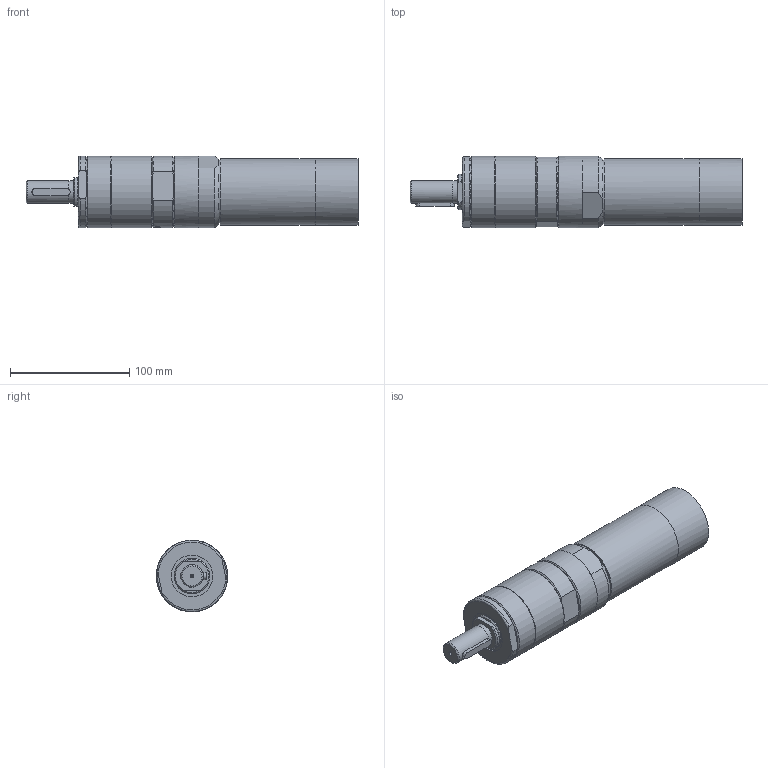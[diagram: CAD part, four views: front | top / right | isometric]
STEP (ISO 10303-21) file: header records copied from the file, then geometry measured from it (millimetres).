
FILE_DESCRIPTION((''),'2;1');
FILE_NAME('MUD 40-40_60009945.stp','2010-09-20T13:26:45',('rmorof'),(''),'Autodesk Inventor 2008','Autodesk Inventor 2008','');
FILE_SCHEMA(('CONFIG_CONTROL_DESIGN'));
Length unit declared in the file: millimetre
Products named in the file (1): MUD 40-40_60009945
Bounding box: 278.7 x 60 x 60 mm (x, y, z)
Volume: 622864.2 mm3; surface area: 55587.4 mm2
Topology: 1 solids, 4 shells, 109 faces, 245 edges, 156 vertices
Faces by surface type: plane 39, cylinder 31, cone 19, bspline 15, torus 3, sphere 2
Full cylindrical faces by diameter (mm): 1.55 x2, 3.6 x1, 4 x1, 5 x1, 5.5 x1, 18.8 x1, 19 x1, 29.95 x1, 35 x1, 53.065 x1, 56 x2, 57.477 x1, 60 x3
Entity records: 3280 total; most frequent: CARTESIAN_POINT 992, DIRECTION 446, ORIENTED_EDGE 376, AXIS2_PLACEMENT_3D 199, EDGE_CURVE 188, EDGE_LOOP 159, VERTEX_POINT 135, FACE_OUTER_BOUND 109
